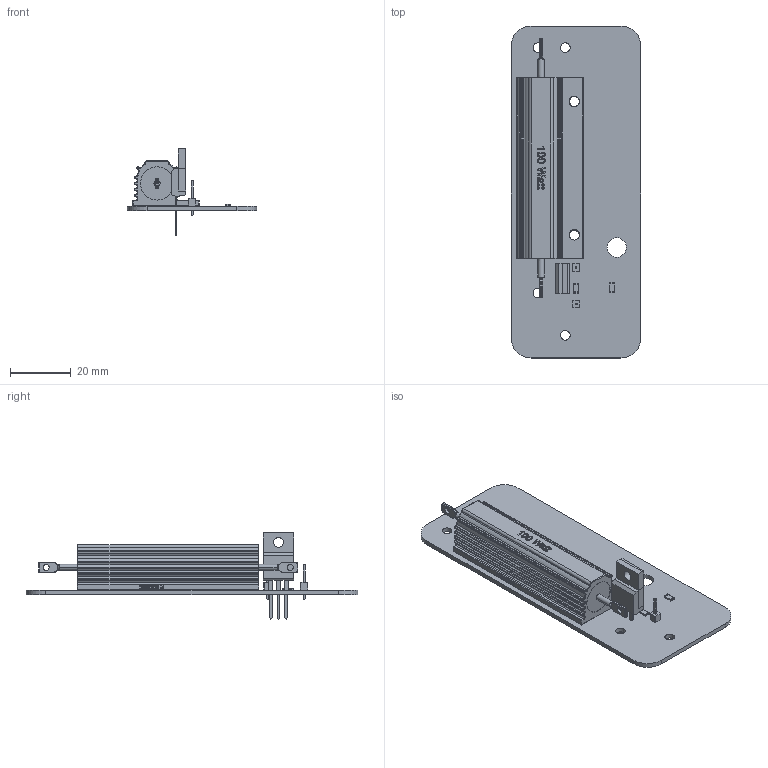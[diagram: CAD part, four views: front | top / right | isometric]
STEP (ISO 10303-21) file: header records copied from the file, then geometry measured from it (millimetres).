
FILE_DESCRIPTION(('KiCad electronic assembly'),'2;1');
FILE_NAME('PrechResv2.step','2026-01-15T17:57:27',('Pcbnew'),('Kicad'), 'Open CASCADE STEP processor 7.8','KiCad to STEP converter','Unknown' );
FILE_SCHEMA(('AUTOMOTIVE_DESIGN { 1 0 10303 214 1 1 1 1 }'));
Length unit declared in the file: millimetre
Products named in the file (6): PrechResv2 1; PinHeader_1x01_P2.54mm_Vertical; resistor_100w_aluminum_finned; R_1206_3216Metric; TO-220F-3_Vertical; PrechResv2_PCB
Assembly tree (7 placements, depth 2):
  PrechResv2 1
    PinHeader_1x01_P2.54mm_Vertical  x2
    resistor_100w_aluminum_finned
    R_1206_3216Metric  x2
    TO-220F-3_Vertical
    PrechResv2_PCB
Bounding box: 42.7 x 109.65 x 28.85 mm (x, y, z)
Volume: 20144 mm3; surface area: 16053.8 mm2
Topology: 7 solids, 7 shells, 1214 faces, 3194 edges, 2034 vertices
Faces by surface type: extrusion 435, plane 410, cylinder 233, torus 72, bspline 52, sphere 8, cone 4
Full cylindrical faces by diameter (mm): 1 x2, 1.2 x3, 3.18 x1, 3.2 x6, 6.4 x1
Entity records: 39841 total; most frequent: CARTESIAN_POINT 11894, ORIENTED_EDGE 6124, DIRECTION 4495, EDGE_CURVE 3062, VECTOR 2017, VERTEX_POINT 1950, LINE 1582, B_SPLINE_CURVE_WITH_KNOTS 1357
